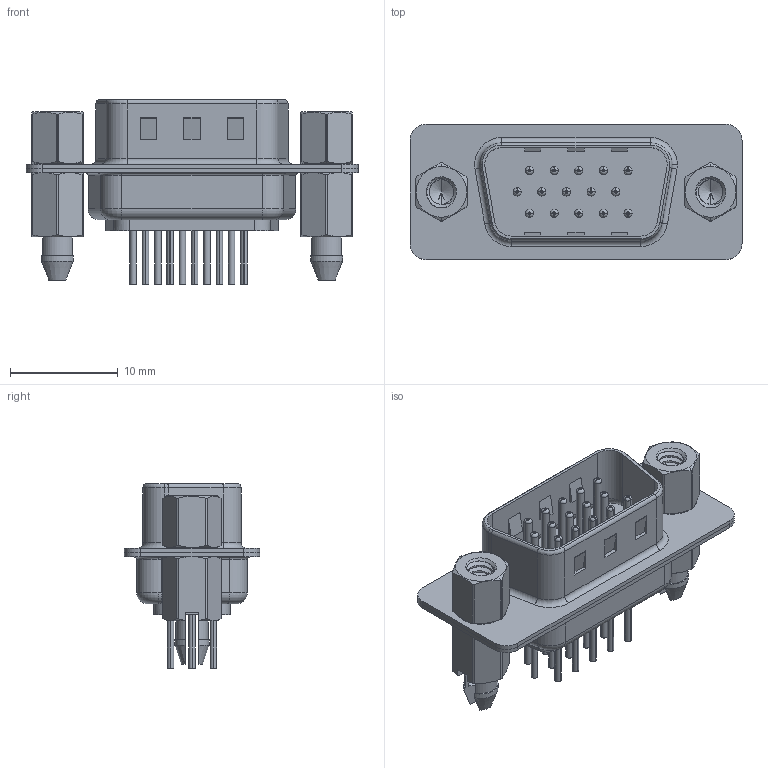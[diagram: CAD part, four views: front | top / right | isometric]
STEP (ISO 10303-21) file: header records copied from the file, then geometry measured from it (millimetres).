
FILE_DESCRIPTION (( 'STEP AP203' ), '1' );
FILE_NAME ('MHHDD-15MNS-H1.STEP', '2025-11-21T20:08:08', ( '' ), ( '' ), 'SwSTEP 2.0', 'SolidWorks 2023', '' );
FILE_SCHEMA (( 'CONFIG_CONTROL_DESIGN' ));
Length unit declared in the file: millimetre
Products named in the file (9): MHHDD Shell Front_15 Contacts; MHHDD Contact Row 2_30; MHHDD Shell Rear_15 Contacts; MHHDD-15MNS-H1; MHHDD 4-40 Hex Standoff; MHHDD 4-40 Threaded Boardlock_LP; MHHDD Contact Row 1_30; MHHDD Contact Row 3_30; MHHDD Housing_15 Contacts
Assembly tree (22 placements, depth 2):
  MHHDD-15MNS-H1
    MHHDD Housing_15 Contacts
    MHHDD Shell Front_15 Contacts
    MHHDD Shell Rear_15 Contacts
    MHHDD Contact Row 1_30  x5
    MHHDD Contact Row 2_30  x5
    MHHDD Contact Row 3_30  x5
    MHHDD 4-40 Hex Standoff  x2
    MHHDD 4-40 Threaded Boardlock_LP  x2
Bounding box: 30.81 x 12.55 x 17.15 mm (x, y, z)
Volume: 1594.9 mm3; surface area: 5311.1 mm2
Topology: 22 solids, 22 shells, 2002 faces, 5304 edges, 3295 vertices
Faces by surface type: cylinder 788, plane 521, torus 485, cone 190, bspline 18
Entity records: 29453 total; most frequent: CARTESIAN_POINT 9366, DIRECTION 4108, ORIENTED_EDGE 3894, EDGE_CURVE 1947, AXIS2_PLACEMENT_3D 1659, VERTEX_POINT 1237, CIRCLE 877, EDGE_LOOP 862
